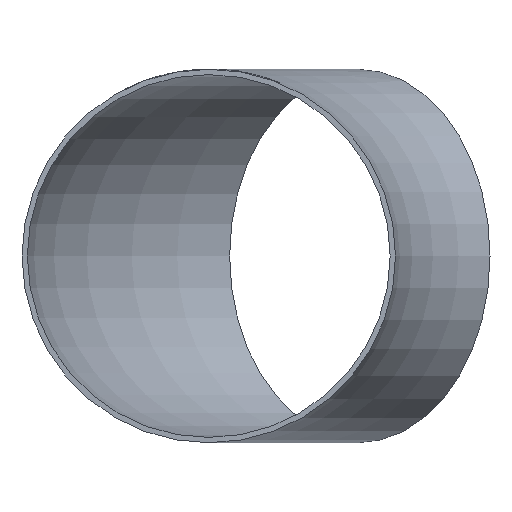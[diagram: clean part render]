
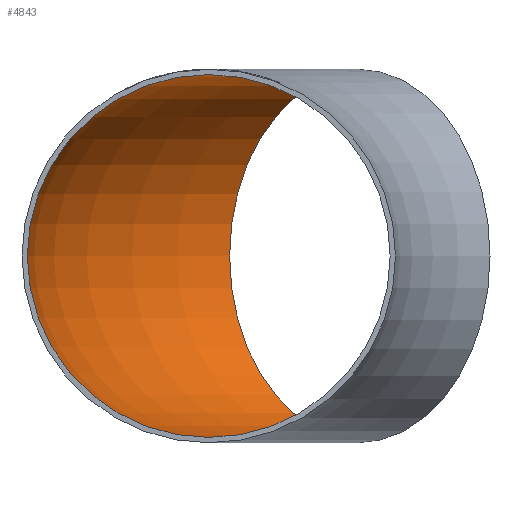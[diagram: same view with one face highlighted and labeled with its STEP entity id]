
A CAD part, front view. The second image highlights one B-rep face of the part: STEP entity #4843.
In plain terms, the highlighted toroidal (fillet/blend) face has major radius 190.5 mm and minor radius 67.85 mm.
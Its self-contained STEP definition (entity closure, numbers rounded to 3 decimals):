
#657 = CARTESIAN_POINT ( 'NONE',  ( -190.5, 0., 67.85 ) ) ;
#1325 = EDGE_LOOP ( 'NONE', ( #2830 ) ) ;
#2600 = CIRCLE ( 'NONE', #11224, 67.85 ) ;
#2830 = ORIENTED_EDGE ( 'NONE', *, *, #17891, .T. ) ;
#3007 = CIRCLE ( 'NONE', #17646, 67.85 ) ;
#4492 = DIRECTION ( 'NONE',  ( -0.707, 0.707, 0. ) ) ;
#4843 = ADVANCED_FACE ( 'NONE', ( #14254, #21447 ), #16176, .F. ) ;
#5653 = EDGE_LOOP ( 'NONE', ( #13807 ) ) ;
#6031 = AXIS2_PLACEMENT_3D ( 'NONE', #10715, #21100, #17888 ) ;
#7250 = DIRECTION ( 'NONE',  ( 0., 1., 0. ) ) ;
#8038 = CARTESIAN_POINT ( 'NONE',  ( -134.704, 134.704, 0. ) ) ;
#9587 = CARTESIAN_POINT ( 'NONE',  ( -182.681, 182.681, 0. ) ) ;
#10715 = CARTESIAN_POINT ( 'NONE',  ( 0., 0., 0. ) ) ;
#11224 = AXIS2_PLACEMENT_3D ( 'NONE', #17597, #7250, #21611 ) ;
#11809 = VERTEX_POINT ( 'NONE', #9587 ) ;
#13807 = ORIENTED_EDGE ( 'NONE', *, *, #18442, .F. ) ;
#14254 = FACE_OUTER_BOUND ( 'NONE', #1325, .T. ) ;
#16176 = TOROIDAL_SURFACE ( 'NONE', #6031, 190.5, 67.85 ) ;
#16775 = VERTEX_POINT ( 'NONE', #657 ) ;
#17597 = CARTESIAN_POINT ( 'NONE',  ( -190.5, 0., 0. ) ) ;
#17646 = AXIS2_PLACEMENT_3D ( 'NONE', #8038, #20633, #4492 ) ;
#17888 = DIRECTION ( 'NONE',  ( -1., 0., 0. ) ) ;
#17891 = EDGE_CURVE ( 'NONE', #11809, #11809, #3007, .T. ) ;
#18442 = EDGE_CURVE ( 'NONE', #16775, #16775, #2600, .T. ) ;
#20633 = DIRECTION ( 'NONE',  ( 0.707, 0.707, 0. ) ) ;
#21100 = DIRECTION ( 'NONE',  ( 0., 0., -1. ) ) ;
#21447 = FACE_OUTER_BOUND ( 'NONE', #5653, .T. ) ;
#21611 = DIRECTION ( 'NONE',  ( 0., 0., 1. ) ) ;
